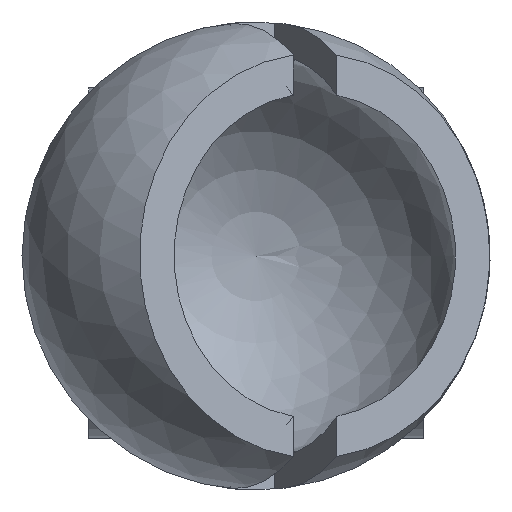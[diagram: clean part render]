
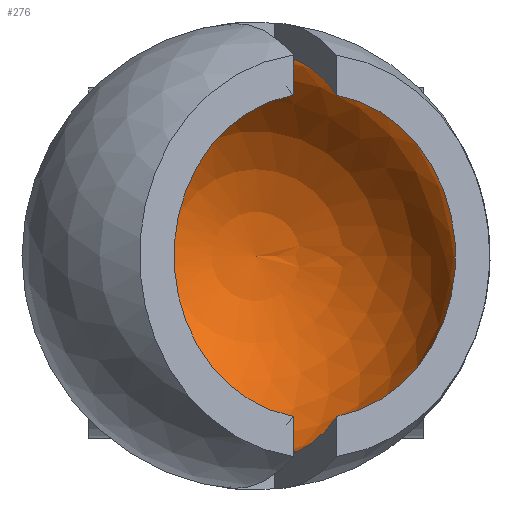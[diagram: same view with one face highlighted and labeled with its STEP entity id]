
A CAD part, top view. The second image highlights one B-rep face of the part: STEP entity #276.
In plain terms, the highlighted spherical face has radius 4.8 mm.
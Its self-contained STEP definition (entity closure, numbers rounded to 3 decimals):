
#16 = ORIENTED_EDGE ( 'NONE', *, *, #213, .T. ) ;
#19 = CARTESIAN_POINT ( 'NONE',  ( -6.78, -23.112, 100. ) ) ;
#34 = CARTESIAN_POINT ( 'NONE',  ( -6.406, -18.326, 100. ) ) ;
#48 = CIRCLE ( 'NONE', #532, 4.796 ) ;
#51 = AXIS2_PLACEMENT_3D ( 'NONE', #60, #272, #205 ) ;
#60 = CARTESIAN_POINT ( 'NONE',  ( -6.406, -18.326, 100. ) ) ;
#61 = EDGE_LOOP ( 'NONE', ( #587, #781, #16, #763, #318, #684 ) ) ;
#62 = EDGE_CURVE ( 'NONE', #175, #159, #48, .T. ) ;
#72 = DIRECTION ( 'NONE',  ( -0.866, 0., 0.5 ) ) ;
#77 = DIRECTION ( 'NONE',  ( -0.5, 0., -0.866 ) ) ;
#98 = DIRECTION ( 'NONE',  ( -0.5, 0., -0.866 ) ) ;
#101 = CARTESIAN_POINT ( 'NONE',  ( -5.702, -13.578, 100. ) ) ;
#104 = VERTEX_POINT ( 'NONE', #327 ) ;
#143 = CIRCLE ( 'NONE', #380, 4.8 ) ;
#159 = VERTEX_POINT ( 'NONE', #19 ) ;
#169 = DIRECTION ( 'NONE',  ( 1., 0., 0. ) ) ;
#175 = VERTEX_POINT ( 'NONE', #614 ) ;
#205 = DIRECTION ( 'NONE',  ( 1., 0., 0. ) ) ;
#213 = EDGE_CURVE ( 'NONE', #175, #104, #513, .T. ) ;
#228 = CARTESIAN_POINT ( 'NONE',  ( -6.78, -13.541, 100. ) ) ;
#240 = CARTESIAN_POINT ( 'NONE',  ( -5.971, -13.569, 99.533 ) ) ;
#259 = VERTEX_POINT ( 'NONE', #228 ) ;
#262 = VERTEX_POINT ( 'NONE', #240 ) ;
#269 = VERTEX_POINT ( 'NONE', #101 ) ;
#272 = DIRECTION ( 'NONE',  ( 0., 0., 1. ) ) ;
#276 = ADVANCED_FACE ( 'NONE', ( #369 ), #627, .F. ) ;
#318 = ORIENTED_EDGE ( 'NONE', *, *, #368, .T. ) ;
#323 = CARTESIAN_POINT ( 'NONE',  ( -6.5, -18.326, 99.838 ) ) ;
#327 = CARTESIAN_POINT ( 'NONE',  ( -5.702, -23.074, 100. ) ) ;
#368 = EDGE_CURVE ( 'NONE', #269, #262, #635, .T. ) ;
#369 = FACE_OUTER_BOUND ( 'NONE', #61, .T. ) ;
#380 = AXIS2_PLACEMENT_3D ( 'NONE', #519, #400, #391 ) ;
#388 = DIRECTION ( 'NONE',  ( 0.866, 0., -0.5 ) ) ;
#390 = EDGE_CURVE ( 'NONE', #259, #262, #483, .T. ) ;
#391 = DIRECTION ( 'NONE',  ( -1., 0., 0. ) ) ;
#397 = DIRECTION ( 'NONE',  ( -0.5, 0., -0.866 ) ) ;
#400 = DIRECTION ( 'NONE',  ( 0., 0., -1. ) ) ;
#402 = AXIS2_PLACEMENT_3D ( 'NONE', #586, #72, #77 ) ;
#428 = DIRECTION ( 'NONE',  ( -0.866, 0., 0.5 ) ) ;
#430 = DIRECTION ( 'NONE',  ( 0., 0., -1. ) ) ;
#464 = EDGE_CURVE ( 'NONE', #104, #269, #757, .T. ) ;
#483 = CIRCLE ( 'NONE', #589, 4.796 ) ;
#513 = CIRCLE ( 'NONE', #628, 4.761 ) ;
#519 = CARTESIAN_POINT ( 'NONE',  ( -6.406, -18.326, 100. ) ) ;
#532 = AXIS2_PLACEMENT_3D ( 'NONE', #323, #535, #649 ) ;
#535 = DIRECTION ( 'NONE',  ( -0.5, 0., -0.866 ) ) ;
#579 = CARTESIAN_POINT ( 'NONE',  ( -6.5, -18.326, 99.838 ) ) ;
#586 = CARTESIAN_POINT ( 'NONE',  ( -5.878, -18.326, 99.695 ) ) ;
#587 = ORIENTED_EDGE ( 'NONE', *, *, #834, .F. ) ;
#589 = AXIS2_PLACEMENT_3D ( 'NONE', #579, #397, #388 ) ;
#606 = CARTESIAN_POINT ( 'NONE',  ( -5.878, -18.326, 99.695 ) ) ;
#614 = CARTESIAN_POINT ( 'NONE',  ( -5.971, -23.084, 99.533 ) ) ;
#627 = SPHERICAL_SURFACE ( 'NONE', #775, 4.8 ) ;
#628 = AXIS2_PLACEMENT_3D ( 'NONE', #606, #428, #98 ) ;
#635 = CIRCLE ( 'NONE', #402, 4.761 ) ;
#649 = DIRECTION ( 'NONE',  ( 0.866, 0., -0.5 ) ) ;
#684 = ORIENTED_EDGE ( 'NONE', *, *, #390, .F. ) ;
#757 = CIRCLE ( 'NONE', #51, 4.8 ) ;
#763 = ORIENTED_EDGE ( 'NONE', *, *, #464, .T. ) ;
#775 = AXIS2_PLACEMENT_3D ( 'NONE', #34, #430, #169 ) ;
#781 = ORIENTED_EDGE ( 'NONE', *, *, #62, .F. ) ;
#834 = EDGE_CURVE ( 'NONE', #159, #259, #143, .T. ) ;
